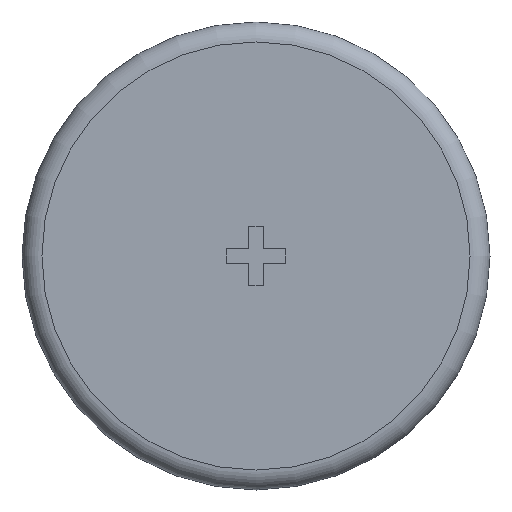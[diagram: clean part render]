
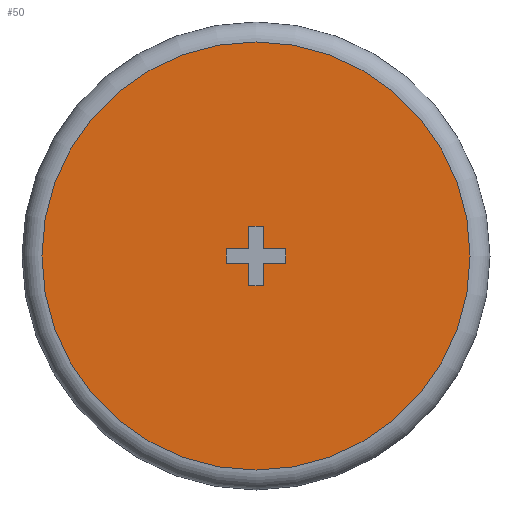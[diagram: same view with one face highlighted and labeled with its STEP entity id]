
A CAD part, front view. The second image highlights one B-rep face of the part: STEP entity #50.
In plain terms, the highlighted planar face has unit normal (0, -1, 0).
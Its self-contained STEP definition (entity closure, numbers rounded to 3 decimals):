
#50 = ADVANCED_FACE( '', ( #110, #111 ), #112, .F. );
#110 = FACE_BOUND( '', #183, .T. );
#111 = FACE_OUTER_BOUND( '', #184, .T. );
#112 = PLANE( '', #185 );
#183 = EDGE_LOOP( '', ( #273, #274, #275, #276, #277, #278, #279, #280, #281, #282, #283, #284 ) );
#184 = EDGE_LOOP( '', ( #285 ) );
#185 = AXIS2_PLACEMENT_3D( '', #286, #287, #288 );
#273 = ORIENTED_EDGE( '', *, *, #425, .T. );
#274 = ORIENTED_EDGE( '', *, *, #426, .F. );
#275 = ORIENTED_EDGE( '', *, *, #427, .T. );
#276 = ORIENTED_EDGE( '', *, *, #428, .T. );
#277 = ORIENTED_EDGE( '', *, *, #429, .T. );
#278 = ORIENTED_EDGE( '', *, *, #430, .T. );
#279 = ORIENTED_EDGE( '', *, *, #431, .T. );
#280 = ORIENTED_EDGE( '', *, *, #432, .T. );
#281 = ORIENTED_EDGE( '', *, *, #405, .T. );
#282 = ORIENTED_EDGE( '', *, *, #422, .T. );
#283 = ORIENTED_EDGE( '', *, *, #433, .T. );
#284 = ORIENTED_EDGE( '', *, *, #434, .T. );
#285 = ORIENTED_EDGE( '', *, *, #435, .T. );
#286 = CARTESIAN_POINT( '', ( 21.5, 0., 0. ) );
#287 = DIRECTION( '', ( 0., 1., 0. ) );
#288 = DIRECTION( '', ( 0., 0., 1. ) );
#405 = EDGE_CURVE( '', #467, #468, #469, .T. );
#422 = EDGE_CURVE( '', #468, #498, #499, .T. );
#425 = EDGE_CURVE( '', #502, #503, #504, .T. );
#426 = EDGE_CURVE( '', #505, #503, #506, .T. );
#427 = EDGE_CURVE( '', #505, #507, #508, .T. );
#428 = EDGE_CURVE( '', #507, #509, #510, .T. );
#429 = EDGE_CURVE( '', #509, #511, #512, .T. );
#430 = EDGE_CURVE( '', #511, #513, #514, .T. );
#431 = EDGE_CURVE( '', #513, #515, #516, .T. );
#432 = EDGE_CURVE( '', #515, #467, #517, .T. );
#433 = EDGE_CURVE( '', #498, #518, #519, .T. );
#434 = EDGE_CURVE( '', #518, #502, #520, .T. );
#435 = EDGE_CURVE( '', #521, #521, #522, .T. );
#467 = VERTEX_POINT( '', #559 );
#468 = VERTEX_POINT( '', #560 );
#469 = LINE( '', #561, #562 );
#498 = VERTEX_POINT( '', #605 );
#499 = LINE( '', #606, #607 );
#502 = VERTEX_POINT( '', #611 );
#503 = VERTEX_POINT( '', #612 );
#504 = LINE( '', #613, #614 );
#505 = VERTEX_POINT( '', #615 );
#506 = LINE( '', #616, #617 );
#507 = VERTEX_POINT( '', #618 );
#508 = LINE( '', #619, #620 );
#509 = VERTEX_POINT( '', #621 );
#510 = LINE( '', #622, #623 );
#511 = VERTEX_POINT( '', #624 );
#512 = LINE( '', #625, #626 );
#513 = VERTEX_POINT( '', #627 );
#514 = LINE( '', #628, #629 );
#515 = VERTEX_POINT( '', #630 );
#516 = LINE( '', #631, #632 );
#517 = LINE( '', #633, #634 );
#518 = VERTEX_POINT( '', #635 );
#519 = LINE( '', #636, #637 );
#520 = LINE( '', #638, #639 );
#521 = VERTEX_POINT( '', #640 );
#522 = CIRCLE( '', #641, 21.5 );
#559 = CARTESIAN_POINT( '', ( -3., 0., 0.75 ) );
#560 = CARTESIAN_POINT( '', ( -0.75, 0., 0.75 ) );
#561 = CARTESIAN_POINT( '', ( -3., 0., 0.75 ) );
#562 = VECTOR( '', #686, 1000. );
#605 = CARTESIAN_POINT( '', ( -0.75, 0., 3. ) );
#606 = CARTESIAN_POINT( '', ( -0.75, 0., 0.75 ) );
#607 = VECTOR( '', #701, 1000. );
#611 = CARTESIAN_POINT( '', ( 0.75, 0., 0.75 ) );
#612 = CARTESIAN_POINT( '', ( 3., 0., 0.75 ) );
#613 = CARTESIAN_POINT( '', ( 0.75, 0., 0.75 ) );
#614 = VECTOR( '', #703, 1000. );
#615 = CARTESIAN_POINT( '', ( 3., 0., -0.75 ) );
#616 = CARTESIAN_POINT( '', ( 3., 0., 0. ) );
#617 = VECTOR( '', #704, 1000. );
#618 = CARTESIAN_POINT( '', ( 0.75, 0., -0.75 ) );
#619 = CARTESIAN_POINT( '', ( 3., 0., -0.75 ) );
#620 = VECTOR( '', #705, 1000. );
#621 = CARTESIAN_POINT( '', ( 0.75, 0., -3. ) );
#622 = CARTESIAN_POINT( '', ( 0.75, 0., -0.75 ) );
#623 = VECTOR( '', #706, 1000. );
#624 = CARTESIAN_POINT( '', ( -0.75, 0., -3. ) );
#625 = CARTESIAN_POINT( '', ( 0.75, 0., -3. ) );
#626 = VECTOR( '', #707, 1000. );
#627 = CARTESIAN_POINT( '', ( -0.75, 0., -0.75 ) );
#628 = CARTESIAN_POINT( '', ( -0.75, 0., -3. ) );
#629 = VECTOR( '', #708, 1000. );
#630 = CARTESIAN_POINT( '', ( -3., 0., -0.75 ) );
#631 = CARTESIAN_POINT( '', ( -0.75, 0., -0.75 ) );
#632 = VECTOR( '', #709, 1000. );
#633 = CARTESIAN_POINT( '', ( -3., 0., -0.75 ) );
#634 = VECTOR( '', #710, 1000. );
#635 = CARTESIAN_POINT( '', ( 0.75, 0., 3. ) );
#636 = CARTESIAN_POINT( '', ( -0.75, 0., 3. ) );
#637 = VECTOR( '', #711, 1000. );
#638 = CARTESIAN_POINT( '', ( 0.75, 0., 3. ) );
#639 = VECTOR( '', #712, 1000. );
#640 = CARTESIAN_POINT( '', ( 0., 0., -21.5 ) );
#641 = AXIS2_PLACEMENT_3D( '', #713, #714, #715 );
#686 = DIRECTION( '', ( 1., 0., 0. ) );
#701 = DIRECTION( '', ( 0., 0., 1. ) );
#703 = DIRECTION( '', ( 1., 0., 0. ) );
#704 = DIRECTION( '', ( 0., 0., 1. ) );
#705 = DIRECTION( '', ( -1., 0., 0. ) );
#706 = DIRECTION( '', ( 0., 0., -1. ) );
#707 = DIRECTION( '', ( -1., 0., 0. ) );
#708 = DIRECTION( '', ( 0., 0., 1. ) );
#709 = DIRECTION( '', ( -1., 0., 0. ) );
#710 = DIRECTION( '', ( 0., 0., 1. ) );
#711 = DIRECTION( '', ( 1., 0., 0. ) );
#712 = DIRECTION( '', ( 0., 0., -1. ) );
#713 = CARTESIAN_POINT( '', ( 0., 0., 0. ) );
#714 = DIRECTION( '', ( 0., -1., 0. ) );
#715 = DIRECTION( '', ( 0., 0., -1. ) );
